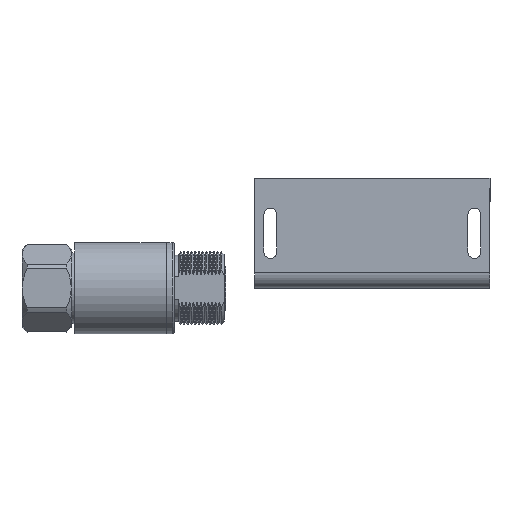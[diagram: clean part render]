
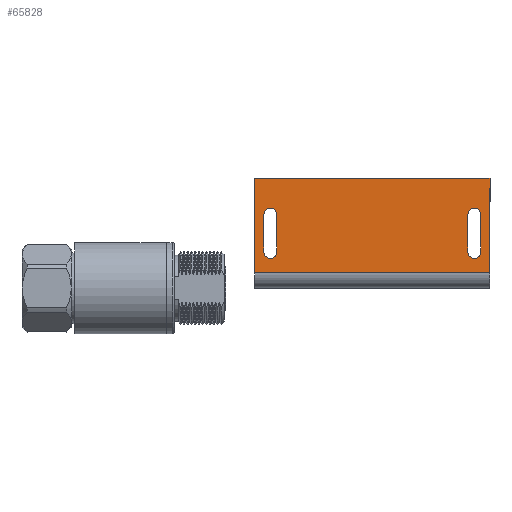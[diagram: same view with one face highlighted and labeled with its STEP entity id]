
A CAD part, front view. The second image highlights one B-rep face of the part: STEP entity #65828.
In plain terms, the highlighted face is planar.
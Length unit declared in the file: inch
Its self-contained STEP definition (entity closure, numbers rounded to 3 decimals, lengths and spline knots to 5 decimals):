
#3872 = CARTESIAN_POINT ( 'NONE',  ( 0., 1.75, 1.875 ) ) ;
#4313 = EDGE_CURVE ( 'NONE', #192854, #37133, #53241, .T. ) ;
#5781 = DIRECTION ( 'NONE',  ( 0., -1., 0. ) ) ;
#6373 = DIRECTION ( 'NONE',  ( 1., 0., 0. ) ) ;
#6809 = LINE ( 'NONE', #8877, #190634 ) ;
#6862 = ORIENTED_EDGE ( 'NONE', *, *, #42571, .T. ) ;
#8317 = EDGE_CURVE ( 'NONE', #35613, #10305, #61027, .T. ) ;
#8877 = CARTESIAN_POINT ( 'NONE',  ( 0., 0.25, 1.875 ) ) ;
#10305 = VERTEX_POINT ( 'NONE', #116291 ) ;
#11477 = EDGE_LOOP ( 'NONE', ( #12992, #82349, #142158, #162863, #12704 ) ) ;
#11555 = CIRCLE ( 'NONE', #202898, 0.102 ) ;
#12704 = ORIENTED_EDGE ( 'NONE', *, *, #196721, .T. ) ;
#12966 = ORIENTED_EDGE ( 'NONE', *, *, #8317, .F. ) ;
#12992 = ORIENTED_EDGE ( 'NONE', *, *, #165093, .T. ) ;
#13539 = VERTEX_POINT ( 'NONE', #20665 ) ;
#14362 = ORIENTED_EDGE ( 'NONE', *, *, #74241, .T. ) ;
#14752 = AXIS2_PLACEMENT_3D ( 'NONE', #22598, #52072, #5781 ) ;
#15509 = DIRECTION ( 'NONE',  ( 0., -1., 0. ) ) ;
#20649 = LINE ( 'NONE', #52194, #195693 ) ;
#20665 = CARTESIAN_POINT ( 'NONE',  ( 0., 0.25, 1.875 ) ) ;
#21104 = CARTESIAN_POINT ( 'NONE',  ( 0., 1.175, 1.727 ) ) ;
#21416 = LINE ( 'NONE', #201146, #44126 ) ;
#22598 = CARTESIAN_POINT ( 'NONE',  ( 0., 0.575, -1.625 ) ) ;
#23144 = CARTESIAN_POINT ( 'NONE',  ( 0., 1.175, 1.727 ) ) ;
#23824 = VECTOR ( 'NONE', #55134, 39.37008 ) ;
#25983 = LINE ( 'NONE', #156304, #29726 ) ;
#29726 = VECTOR ( 'NONE', #152150, 39.37008 ) ;
#34291 = VERTEX_POINT ( 'NONE', #85057 ) ;
#35613 = VERTEX_POINT ( 'NONE', #156945 ) ;
#36808 = FACE_BOUND ( 'NONE', #11477, .T. ) ;
#37133 = VERTEX_POINT ( 'NONE', #196229 ) ;
#38083 = DIRECTION ( 'NONE',  ( -1., 0., 0. ) ) ;
#38868 = DIRECTION ( 'NONE',  ( 0., 1., 0. ) ) ;
#42571 = EDGE_CURVE ( 'NONE', #48631, #138729, #11555, .T. ) ;
#44126 = VECTOR ( 'NONE', #69651, 39.37008 ) ;
#44984 = EDGE_CURVE ( 'NONE', #13539, #10305, #6809, .T. ) ;
#48631 = VERTEX_POINT ( 'NONE', #172741 ) ;
#51042 = VERTEX_POINT ( 'NONE', #85545 ) ;
#52072 = DIRECTION ( 'NONE',  ( -1., 0., 0. ) ) ;
#52194 = CARTESIAN_POINT ( 'NONE',  ( 0., 1.175, -1.523 ) ) ;
#53241 = CIRCLE ( 'NONE', #69936, 0.102 ) ;
#54273 = DIRECTION ( 'NONE',  ( -1., 0., 0. ) ) ;
#54554 = EDGE_CURVE ( 'NONE', #51042, #169121, #65366, .T. ) ;
#55134 = DIRECTION ( 'NONE',  ( 0., -1., 0. ) ) ;
#57119 = DIRECTION ( 'NONE',  ( 0., -1., 0. ) ) ;
#58959 = CARTESIAN_POINT ( 'NONE',  ( 0., 1.75, -1.875 ) ) ;
#59940 = VERTEX_POINT ( 'NONE', #3872 ) ;
#61027 = LINE ( 'NONE', #58959, #201640 ) ;
#65366 = CIRCLE ( 'NONE', #102359, 0.102 ) ;
#65828 = ADVANCED_FACE ( 'NONE', ( #182932, #36808, #100953 ), #165118, .T. ) ;
#67857 = DIRECTION ( 'NONE',  ( 0., 1., 0. ) ) ;
#68313 = DIRECTION ( 'NONE',  ( 0., 1., 0. ) ) ;
#69651 = DIRECTION ( 'NONE',  ( 0., -1., 0. ) ) ;
#69936 = AXIS2_PLACEMENT_3D ( 'NONE', #182153, #38083, #166381 ) ;
#74241 = EDGE_CURVE ( 'NONE', #37133, #48631, #133997, .T. ) ;
#76743 = CIRCLE ( 'NONE', #174167, 0.102 ) ;
#77193 = EDGE_CURVE ( 'NONE', #132776, #127274, #114996, .T. ) ;
#82349 = ORIENTED_EDGE ( 'NONE', *, *, #77193, .T. ) ;
#84553 = CARTESIAN_POINT ( 'NONE',  ( 0., 1.175, -1.727 ) ) ;
#85057 = CARTESIAN_POINT ( 'NONE',  ( 0., 0.575, 1.727 ) ) ;
#85545 = CARTESIAN_POINT ( 'NONE',  ( 0., 0.473, -1.625 ) ) ;
#88721 = CIRCLE ( 'NONE', #14752, 0.102 ) ;
#93744 = DIRECTION ( 'NONE',  ( 0., -1., 0. ) ) ;
#95255 = VECTOR ( 'NONE', #180184, 39.37008 ) ;
#96653 = ORIENTED_EDGE ( 'NONE', *, *, #192093, .T. ) ;
#97272 = VECTOR ( 'NONE', #38868, 39.37008 ) ;
#100953 = FACE_OUTER_BOUND ( 'NONE', #204016, .T. ) ;
#102359 = AXIS2_PLACEMENT_3D ( 'NONE', #167540, #168618, #57119 ) ;
#106363 = ORIENTED_EDGE ( 'NONE', *, *, #108691, .T. ) ;
#108691 = EDGE_CURVE ( 'NONE', #59940, #13539, #21416, .T. ) ;
#110499 = DIRECTION ( 'NONE',  ( -1., 0., 0. ) ) ;
#112312 = CARTESIAN_POINT ( 'NONE',  ( 0., 0.473, 1.625 ) ) ;
#114636 = CARTESIAN_POINT ( 'NONE',  ( 0., 1.175, -1.625 ) ) ;
#114996 = LINE ( 'NONE', #84553, #95255 ) ;
#116291 = CARTESIAN_POINT ( 'NONE',  ( 0., 0.25, -1.875 ) ) ;
#116301 = CARTESIAN_POINT ( 'NONE',  ( 0., 0.575, 1.625 ) ) ;
#118368 = CARTESIAN_POINT ( 'NONE',  ( 0., 0.575, 1.625 ) ) ;
#123866 = EDGE_CURVE ( 'NONE', #59940, #35613, #25983, .T. ) ;
#124471 = AXIS2_PLACEMENT_3D ( 'NONE', #116301, #132156, #15509 ) ;
#126453 = EDGE_CURVE ( 'NONE', #34291, #192854, #183938, .T. ) ;
#127274 = VERTEX_POINT ( 'NONE', #141077 ) ;
#129208 = CARTESIAN_POINT ( 'NONE',  ( 0., 1.175, -1.727 ) ) ;
#129881 = ORIENTED_EDGE ( 'NONE', *, *, #126453, .T. ) ;
#132156 = DIRECTION ( 'NONE',  ( -1., 0., 0. ) ) ;
#132776 = VERTEX_POINT ( 'NONE', #129208 ) ;
#133997 = LINE ( 'NONE', #166565, #23824 ) ;
#138729 = VERTEX_POINT ( 'NONE', #112312 ) ;
#139532 = ORIENTED_EDGE ( 'NONE', *, *, #4313, .T. ) ;
#141077 = CARTESIAN_POINT ( 'NONE',  ( 0., 0.575, -1.727 ) ) ;
#142158 = ORIENTED_EDGE ( 'NONE', *, *, #183661, .T. ) ;
#142598 = ORIENTED_EDGE ( 'NONE', *, *, #123866, .F. ) ;
#146792 = DIRECTION ( 'NONE',  ( 0., -1., 0. ) ) ;
#152150 = DIRECTION ( 'NONE',  ( 0., 0., -1. ) ) ;
#152542 = ORIENTED_EDGE ( 'NONE', *, *, #44984, .T. ) ;
#156304 = CARTESIAN_POINT ( 'NONE',  ( 0., 1.75, 1.875 ) ) ;
#156945 = CARTESIAN_POINT ( 'NONE',  ( 0., 1.75, -1.875 ) ) ;
#162863 = ORIENTED_EDGE ( 'NONE', *, *, #54554, .T. ) ;
#164087 = CARTESIAN_POINT ( 'NONE',  ( 0., 1.75, 1.875 ) ) ;
#165093 = EDGE_CURVE ( 'NONE', #188145, #132776, #76743, .T. ) ;
#165118 = PLANE ( 'NONE',  #197178 ) ;
#165736 = EDGE_LOOP ( 'NONE', ( #139532, #14362, #6862, #96653, #129881 ) ) ;
#166381 = DIRECTION ( 'NONE',  ( 0., -1., 0. ) ) ;
#166565 = CARTESIAN_POINT ( 'NONE',  ( 0., 1.175, 1.523 ) ) ;
#167540 = CARTESIAN_POINT ( 'NONE',  ( 0., 0.575, -1.625 ) ) ;
#167956 = CIRCLE ( 'NONE', #124471, 0.102 ) ;
#168018 = CARTESIAN_POINT ( 'NONE',  ( 0., 1.175, -1.523 ) ) ;
#168618 = DIRECTION ( 'NONE',  ( -1., 0., 0. ) ) ;
#169121 = VERTEX_POINT ( 'NONE', #180035 ) ;
#172741 = CARTESIAN_POINT ( 'NONE',  ( 0., 0.575, 1.523 ) ) ;
#174167 = AXIS2_PLACEMENT_3D ( 'NONE', #114636, #110499, #93744 ) ;
#180035 = CARTESIAN_POINT ( 'NONE',  ( 0., 0.575, -1.523 ) ) ;
#180184 = DIRECTION ( 'NONE',  ( 0., -1., 0. ) ) ;
#182153 = CARTESIAN_POINT ( 'NONE',  ( 0., 1.175, 1.625 ) ) ;
#182932 = FACE_BOUND ( 'NONE', #165736, .T. ) ;
#183661 = EDGE_CURVE ( 'NONE', #127274, #51042, #88721, .T. ) ;
#183938 = LINE ( 'NONE', #21104, #97272 ) ;
#188145 = VERTEX_POINT ( 'NONE', #168018 ) ;
#190634 = VECTOR ( 'NONE', #201276, 39.37008 ) ;
#192093 = EDGE_CURVE ( 'NONE', #138729, #34291, #167956, .T. ) ;
#192854 = VERTEX_POINT ( 'NONE', #23144 ) ;
#195693 = VECTOR ( 'NONE', #67857, 39.37008 ) ;
#196229 = CARTESIAN_POINT ( 'NONE',  ( 0., 1.175, 1.523 ) ) ;
#196721 = EDGE_CURVE ( 'NONE', #169121, #188145, #20649, .T. ) ;
#197178 = AXIS2_PLACEMENT_3D ( 'NONE', #164087, #6373, #68313 ) ;
#201146 = CARTESIAN_POINT ( 'NONE',  ( 0., 1.75, 1.875 ) ) ;
#201276 = DIRECTION ( 'NONE',  ( 0., 0., -1. ) ) ;
#201640 = VECTOR ( 'NONE', #207210, 39.37008 ) ;
#202898 = AXIS2_PLACEMENT_3D ( 'NONE', #118368, #54273, #146792 ) ;
#204016 = EDGE_LOOP ( 'NONE', ( #152542, #12966, #142598, #106363 ) ) ;
#207210 = DIRECTION ( 'NONE',  ( 0., -1., 0. ) ) ;
